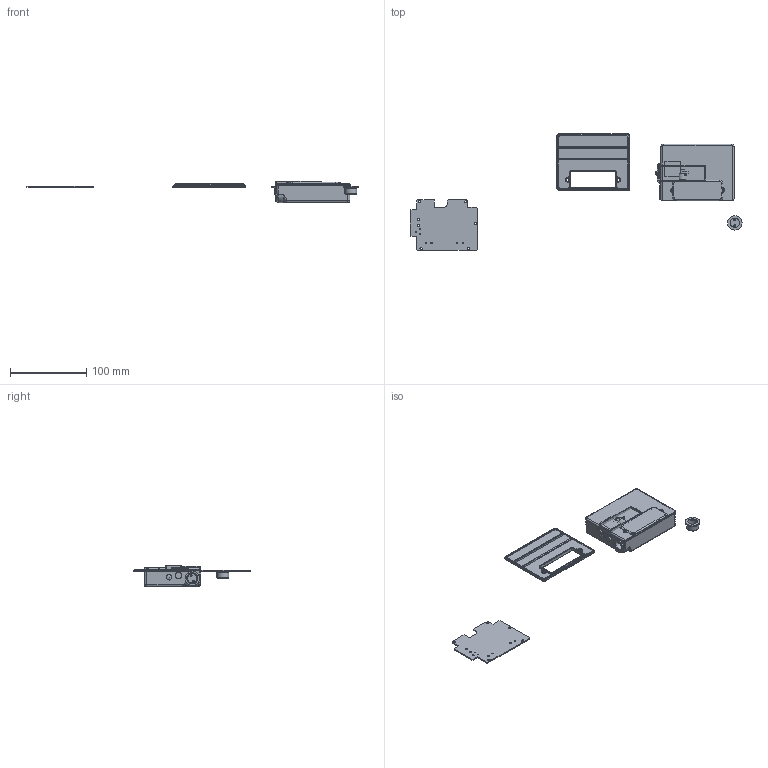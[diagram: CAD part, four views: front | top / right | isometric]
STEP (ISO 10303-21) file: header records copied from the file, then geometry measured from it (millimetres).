
FILE_DESCRIPTION( ( 'Unknown' ), '1' );
FILE_NAME( 'PAD7_2.stp', 'Unknown', ( 'Unknown' ), ( 'Unknown' ), 'PSStep 11.0', 'Unknown', ' ' );
FILE_SCHEMA( ( 'AUTOMOTIVE_DESIGN { 1 0 10303 214 1 1 1 1 }' ) );
Length unit declared in the file: millimetre
Products named in the file (10): Assem1; Light Pipe; Light Plug; PCB3; Lid for Battery6; SwitchCraft; Threaded Insert 4-40; Box_Draft 7_2; Lid for Box_7_2; PAD Sounder Shunt
Bounding box: 436.21 x 153.55 x 28.13 mm (x, y, z)
Volume: 128198.2 mm3; surface area: 127881.9 mm2
Topology: 19 solids, 19 shells, 1422 faces, 3673 edges, 2300 vertices
Faces by surface type: plane 603, cylinder 404, cone 223, torus 88, bspline 82, sphere 22
Full cylindrical faces by diameter (mm): 0.459 x2, 0.801 x4, 1.702 x6, 1.778 x8, 2.065 x3, 2.54 x4, 2.87 x4, 2.921 x4, 3.023 x10, 3.782 x3, 3.861 x4, 3.912 x4, 3.962 x3, 4.245 x3, 4.42 x6, 4.826 x2, 7.137 x4, 7.62 x2, 7.938 x2, 8.89 x2, 11.024 x2, 12.192 x2, 14.097 x2, 14.732 x2, 15.875 x2, 19.05 x2
Entity records: 32567 total; most frequent: CARTESIAN_POINT 9883, DIRECTION 3518, ORIENTED_EDGE 3482, EDGE_CURVE 1741, AXIS2_PLACEMENT_3D 1294, VERTEX_POINT 1130, LINE 930, VECTOR 930
